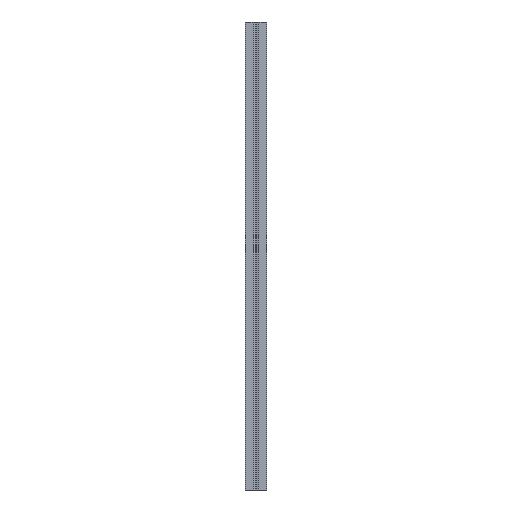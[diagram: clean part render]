
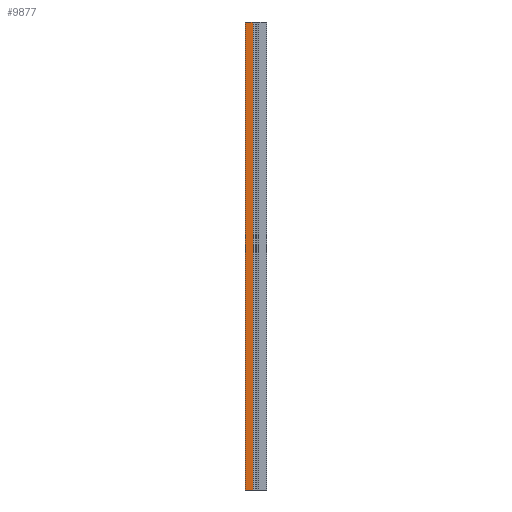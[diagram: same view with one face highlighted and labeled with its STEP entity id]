
A CAD part, front view. The second image highlights one B-rep face of the part: STEP entity #9877.
In plain terms, the highlighted planar face has unit normal (0, -1, 0).
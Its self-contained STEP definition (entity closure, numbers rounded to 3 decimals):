
#644=DIRECTION('',(1.,0.,0.));
#645=VECTOR('',#644,16.5);
#646=CARTESIAN_POINT('',(-22.5,-67.5,0.));
#647=LINE('',#646,#645);
#3272=DIRECTION('',(1.,0.,0.));
#3273=VECTOR('',#3272,16.5);
#3274=CARTESIAN_POINT('',(-22.5,-67.5,1000.));
#3275=LINE('',#3274,#3273);
#4746=DIRECTION('',(0.,0.,1.));
#4747=VECTOR('',#4746,1000.);
#4748=CARTESIAN_POINT('',(-22.5,-67.5,0.));
#4749=LINE('',#4748,#4747);
#4753=DIRECTION('',(0.,0.,1.));
#4754=VECTOR('',#4753,1000.);
#4755=CARTESIAN_POINT('',(-6.,-67.5,0.));
#4756=LINE('',#4755,#4754);
#6645=CARTESIAN_POINT('',(-22.5,-67.5,0.));
#6646=CARTESIAN_POINT('',(-22.5,-67.5,1000.));
#6647=VERTEX_POINT('',#6645);
#6648=VERTEX_POINT('',#6646);
#6719=CARTESIAN_POINT('',(-6.,-67.5,0.));
#6720=VERTEX_POINT('',#6719);
#6727=CARTESIAN_POINT('',(-6.,-67.5,1000.));
#6728=VERTEX_POINT('',#6727);
#9865=CARTESIAN_POINT('',(-22.5,-67.5,0.));
#9866=DIRECTION('',(0.,-1.,0.));
#9867=DIRECTION('',(1.,0.,0.));
#9868=AXIS2_PLACEMENT_3D('',#9865,#9866,#9867);
#9869=PLANE('',#9868);
#9870=ORIENTED_EDGE('',*,*,#7894,.F.);
#9871=ORIENTED_EDGE('',*,*,#9461,.T.);
#9872=ORIENTED_EDGE('',*,*,#8747,.T.);
#9874=ORIENTED_EDGE('',*,*,#9873,.F.);
#9875=EDGE_LOOP('',(#9870,#9871,#9872,#9874));
#9876=FACE_OUTER_BOUND('',#9875,.F.);
#7894=EDGE_CURVE('',#6647,#6720,#647,.T.);
#8747=EDGE_CURVE('',#6648,#6728,#3275,.T.);
#9461=EDGE_CURVE('',#6647,#6648,#4749,.T.);
#9873=EDGE_CURVE('',#6720,#6728,#4756,.T.);
#9877=ADVANCED_FACE('',(#9876),#9869,.T.);
